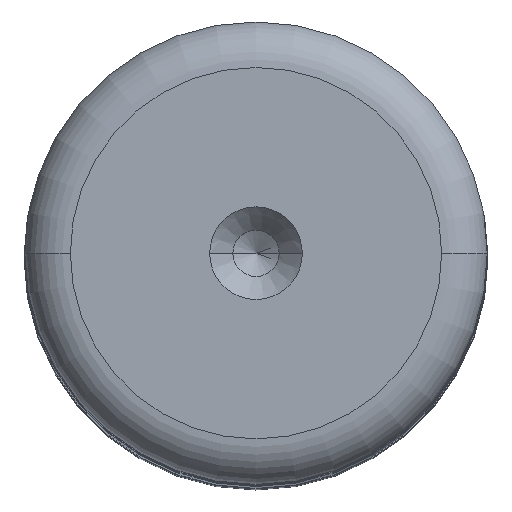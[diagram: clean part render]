
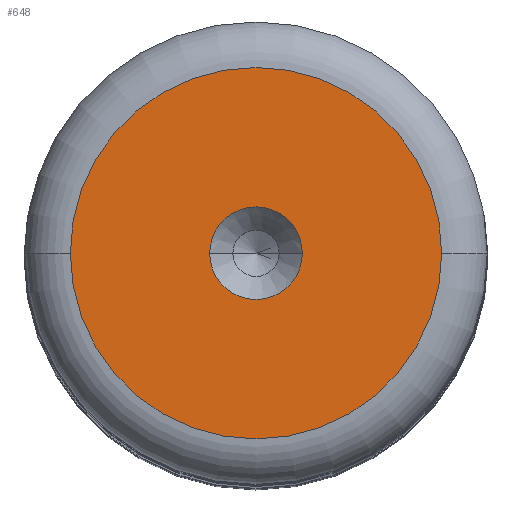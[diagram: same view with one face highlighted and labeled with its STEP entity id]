
A CAD part, top view. The second image highlights one B-rep face of the part: STEP entity #648.
In plain terms, the highlighted planar face has unit normal (0, 0, 1).
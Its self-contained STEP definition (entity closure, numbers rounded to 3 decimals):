
#44 = VERTEX_POINT ( 'NONE', #625 ) ;
#133 = CARTESIAN_POINT ( 'NONE',  ( 0., 0., 60. ) ) ;
#168 = CARTESIAN_POINT ( 'NONE',  ( 0., 0., 60. ) ) ;
#226 = CIRCLE ( 'NONE', #529, 4.011 ) ;
#229 = AXIS2_PLACEMENT_3D ( 'NONE', #1545, #612, #1704 ) ;
#249 = EDGE_CURVE ( 'NONE', #1796, #1766, #1086, .T. ) ;
#291 = DIRECTION ( 'NONE',  ( 1., 0., 0. ) ) ;
#313 = EDGE_CURVE ( 'NONE', #1995, #44, #226, .T. ) ;
#321 = DIRECTION ( 'NONE',  ( 1., 0., 0. ) ) ;
#377 = EDGE_LOOP ( 'NONE', ( #661, #1911 ) ) ;
#420 = CARTESIAN_POINT ( 'NONE',  ( -4.011, 0., 60. ) ) ;
#529 = AXIS2_PLACEMENT_3D ( 'NONE', #168, #1245, #321 ) ;
#598 = DIRECTION ( 'NONE',  ( 1., 0., 0. ) ) ;
#612 = DIRECTION ( 'NONE',  ( 0., 0., 1. ) ) ;
#625 = CARTESIAN_POINT ( 'NONE',  ( 4.011, 0., 60. ) ) ;
#648 = ADVANCED_FACE ( 'NONE', ( #1697, #1328 ), #1047, .T. ) ;
#661 = ORIENTED_EDGE ( 'NONE', *, *, #1380, .F. ) ;
#795 = CIRCLE ( 'NONE', #992, 1. ) ;
#899 = DIRECTION ( 'NONE',  ( 0., 0., 1. ) ) ;
#947 = ORIENTED_EDGE ( 'NONE', *, *, #1212, .T. ) ;
#992 = AXIS2_PLACEMENT_3D ( 'NONE', #133, #1205, #291 ) ;
#1035 = CARTESIAN_POINT ( 'NONE',  ( -1., 0., 60. ) ) ;
#1047 = PLANE ( 'NONE',  #1117 ) ;
#1086 = CIRCLE ( 'NONE', #229, 1. ) ;
#1117 = AXIS2_PLACEMENT_3D ( 'NONE', #1214, #1530, #598 ) ;
#1205 = DIRECTION ( 'NONE',  ( 0., 0., 1. ) ) ;
#1212 = EDGE_CURVE ( 'NONE', #44, #1995, #1776, .T. ) ;
#1214 = CARTESIAN_POINT ( 'NONE',  ( 0., 0., 60. ) ) ;
#1245 = DIRECTION ( 'NONE',  ( 0., 0., 1. ) ) ;
#1328 = FACE_OUTER_BOUND ( 'NONE', #1960, .T. ) ;
#1380 = EDGE_CURVE ( 'NONE', #1766, #1796, #795, .T. ) ;
#1530 = DIRECTION ( 'NONE',  ( 0., 0., 1. ) ) ;
#1545 = CARTESIAN_POINT ( 'NONE',  ( 0., 0., 60. ) ) ;
#1697 = FACE_BOUND ( 'NONE', #377, .T. ) ;
#1704 = DIRECTION ( 'NONE',  ( 1., 0., 0. ) ) ;
#1766 = VERTEX_POINT ( 'NONE', #1823 ) ;
#1776 = CIRCLE ( 'NONE', #1782, 4.011 ) ;
#1782 = AXIS2_PLACEMENT_3D ( 'NONE', #1843, #899, #1998 ) ;
#1796 = VERTEX_POINT ( 'NONE', #1035 ) ;
#1823 = CARTESIAN_POINT ( 'NONE',  ( 1., 0., 60. ) ) ;
#1843 = CARTESIAN_POINT ( 'NONE',  ( 0., 0., 60. ) ) ;
#1911 = ORIENTED_EDGE ( 'NONE', *, *, #249, .F. ) ;
#1933 = ORIENTED_EDGE ( 'NONE', *, *, #313, .T. ) ;
#1960 = EDGE_LOOP ( 'NONE', ( #947, #1933 ) ) ;
#1995 = VERTEX_POINT ( 'NONE', #420 ) ;
#1998 = DIRECTION ( 'NONE',  ( 1., 0., 0. ) ) ;
